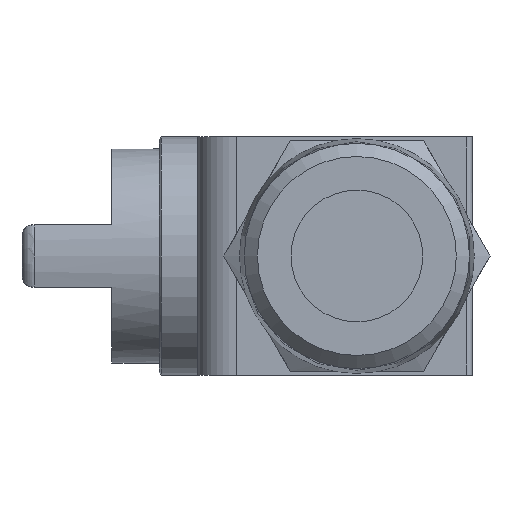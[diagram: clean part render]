
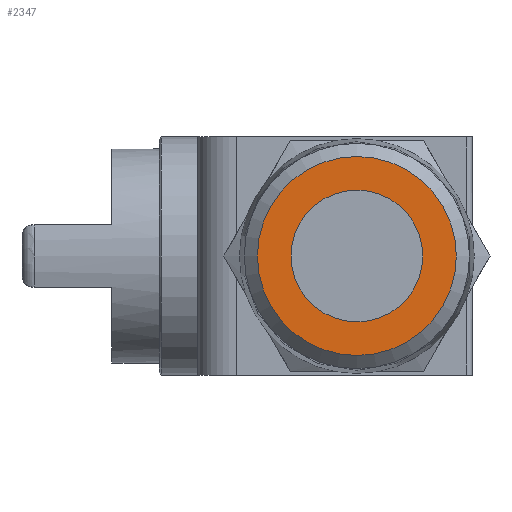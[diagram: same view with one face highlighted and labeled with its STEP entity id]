
A CAD part, left-side view. The second image highlights one B-rep face of the part: STEP entity #2347.
In plain terms, the highlighted planar face has unit normal (-1, 0, 0).
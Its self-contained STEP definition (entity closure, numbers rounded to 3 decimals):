
#68=PLANE('',#2527);
#369=CIRCLE('',#2526,6.);
#370=CIRCLE('',#2528,9.059);
#786=ORIENTED_EDGE('',*,*,#1027,.F.);
#787=ORIENTED_EDGE('',*,*,#1026,.T.);
#1026=EDGE_CURVE('',#1183,#1183,#369,.T.);
#1027=EDGE_CURVE('',#1184,#1184,#370,.T.);
#1183=VERTEX_POINT('',#3627);
#1184=VERTEX_POINT('',#3630);
#1353=EDGE_LOOP('',(#786));
#1354=EDGE_LOOP('',(#787));
#1493=FACE_BOUND('',#1353,.T.);
#1494=FACE_BOUND('',#1354,.T.);
#2347=ADVANCED_FACE('',(#1493,#1494),#68,.F.);
#2526=AXIS2_PLACEMENT_3D('',#3626,#2974,#2975);
#2527=AXIS2_PLACEMENT_3D('',#3628,#2976,#2977);
#2528=AXIS2_PLACEMENT_3D('',#3629,#2978,#2979);
#2974=DIRECTION('',(1.,0.,0.));
#2975=DIRECTION('',(0.,0.,-1.));
#2976=DIRECTION('',(1.,0.,0.));
#2977=DIRECTION('',(0.,0.,-1.));
#2978=DIRECTION('',(1.,0.,0.));
#2979=DIRECTION('',(0.,0.,-1.));
#3626=CARTESIAN_POINT('',(-46.5,0.,0.));
#3627=CARTESIAN_POINT('',(-46.5,0.,-6.));
#3628=CARTESIAN_POINT('',(-46.5,0.,0.));
#3629=CARTESIAN_POINT('',(-46.5,0.,0.));
#3630=CARTESIAN_POINT('',(-46.5,0.,-9.059));
